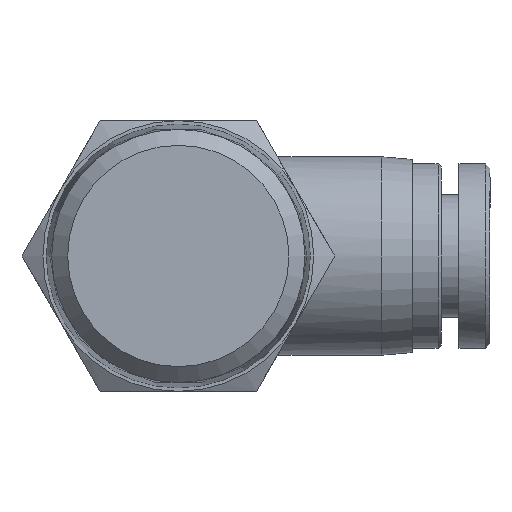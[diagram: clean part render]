
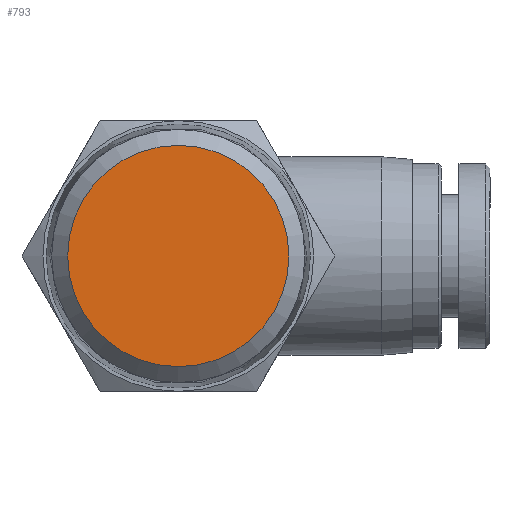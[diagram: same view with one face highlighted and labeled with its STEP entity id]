
A CAD part, front view. The second image highlights one B-rep face of the part: STEP entity #793.
In plain terms, the highlighted face is planar.
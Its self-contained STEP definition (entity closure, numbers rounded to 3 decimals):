
#753=CARTESIAN_POINT('',(32.3,7.135,0.));
#754=VERTEX_POINT('',#753);
#755=CARTESIAN_POINT('',(32.3,0.,0.0));
#756=DIRECTION('',(-1.0,0.0,0.0));
#757=DIRECTION('',(0.0,-1.0,0.0));
#758=AXIS2_PLACEMENT_3D('',#755,#756,#757);
#759=CIRCLE('',#758,7.135);
#760=EDGE_CURVE('',#754,#754,#759,.T.);
#785=CARTESIAN_POINT('',(32.3,4.068,0.0));
#786=DIRECTION('',(1.0,0.0,0.0));
#787=DIRECTION('',(0.0,0.0,-1.0));
#788=AXIS2_PLACEMENT_3D('',#785,#786,#787);
#789=PLANE('',#788);
#790=ORIENTED_EDGE('',*,*,#760,.F.);
#791=EDGE_LOOP('',(#790));
#792=FACE_OUTER_BOUND('',#791,.T.);
#793=ADVANCED_FACE('',(#792),#789,.T.);
